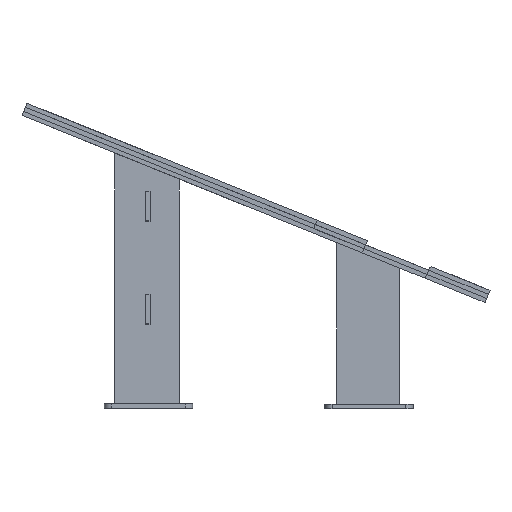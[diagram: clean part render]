
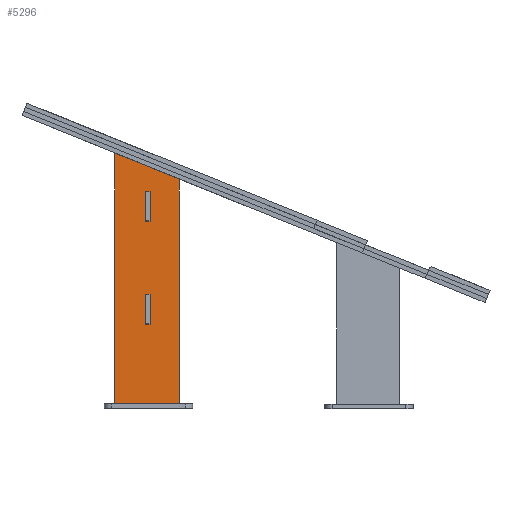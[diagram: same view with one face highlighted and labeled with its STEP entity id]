
A CAD part, left-side view. The second image highlights one B-rep face of the part: STEP entity #5296.
In plain terms, the highlighted planar face has unit normal (-1, 0, 0).
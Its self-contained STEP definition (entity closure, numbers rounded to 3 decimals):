
#107=FACE_BOUND('',#944,.T.);
#108=FACE_BOUND('',#945,.T.);
#348=PLANE('',#5630);
#623=FACE_OUTER_BOUND('',#943,.T.);
#943=EDGE_LOOP('',(#4927,#4928,#4929,#4930,#4931,#4932,#4933,#4934,#4935,
#4936,#4937));
#944=EDGE_LOOP('',(#4938,#4939,#4940,#4941));
#945=EDGE_LOOP('',(#4942,#4943,#4944,#4945));
#1551=LINE('',#8447,#2233);
#1556=LINE('',#8457,#2238);
#1557=LINE('',#8460,#2239);
#1561=LINE('',#8468,#2243);
#1563=LINE('',#8473,#2245);
#1567=LINE('',#8481,#2249);
#1570=LINE('',#8487,#2252);
#1573=LINE('',#8492,#2255);
#1575=LINE('',#8497,#2257);
#1579=LINE('',#8505,#2261);
#1582=LINE('',#8511,#2264);
#1585=LINE('',#8516,#2267);
#1590=LINE('',#8526,#2272);
#1592=LINE('',#8529,#2274);
#1594=LINE('',#8535,#2276);
#1598=LINE('',#8541,#2280);
#1600=LINE('',#8544,#2282);
#1602=LINE('',#8549,#2284);
#1605=LINE('',#8553,#2287);
#2233=VECTOR('',#6785,10.);
#2238=VECTOR('',#6792,10.);
#2239=VECTOR('',#6795,10.);
#2243=VECTOR('',#6801,10.);
#2245=VECTOR('',#6805,10.);
#2249=VECTOR('',#6811,10.);
#2252=VECTOR('',#6816,10.);
#2255=VECTOR('',#6821,10.);
#2257=VECTOR('',#6825,10.);
#2261=VECTOR('',#6831,10.);
#2264=VECTOR('',#6836,10.);
#2267=VECTOR('',#6841,10.);
#2272=VECTOR('',#6848,10.);
#2274=VECTOR('',#6852,10.);
#2276=VECTOR('',#6856,10.);
#2280=VECTOR('',#6862,10.);
#2282=VECTOR('',#6866,10.);
#2284=VECTOR('',#6870,10.);
#2287=VECTOR('',#6875,10.);
#2780=VERTEX_POINT('',#8444);
#2781=VERTEX_POINT('',#8446);
#2783=VERTEX_POINT('',#8451);
#2785=VERTEX_POINT('',#8455);
#2786=VERTEX_POINT('',#8459);
#2789=VERTEX_POINT('',#8467);
#2790=VERTEX_POINT('',#8471);
#2791=VERTEX_POINT('',#8472);
#2794=VERTEX_POINT('',#8480);
#2796=VERTEX_POINT('',#8486);
#2798=VERTEX_POINT('',#8495);
#2799=VERTEX_POINT('',#8496);
#2802=VERTEX_POINT('',#8504);
#2804=VERTEX_POINT('',#8510);
#2806=VERTEX_POINT('',#8519);
#2809=VERTEX_POINT('',#8524);
#2811=VERTEX_POINT('',#8532);
#2812=VERTEX_POINT('',#8534);
#2815=VERTEX_POINT('',#8548);
#3475=EDGE_CURVE('',#2780,#2781,#1551,.T.);
#3480=EDGE_CURVE('',#2785,#2783,#1556,.T.);
#3481=EDGE_CURVE('',#2786,#2783,#1557,.T.);
#3485=EDGE_CURVE('',#2786,#2789,#1561,.T.);
#3487=EDGE_CURVE('',#2790,#2791,#1563,.T.);
#3491=EDGE_CURVE('',#2794,#2790,#1567,.T.);
#3494=EDGE_CURVE('',#2796,#2794,#1570,.T.);
#3497=EDGE_CURVE('',#2791,#2796,#1573,.T.);
#3499=EDGE_CURVE('',#2798,#2799,#1575,.T.);
#3503=EDGE_CURVE('',#2802,#2798,#1579,.T.);
#3506=EDGE_CURVE('',#2804,#2802,#1582,.T.);
#3509=EDGE_CURVE('',#2799,#2804,#1585,.T.);
#3514=EDGE_CURVE('',#2806,#2809,#1590,.T.);
#3516=EDGE_CURVE('',#2780,#2789,#1592,.T.);
#3518=EDGE_CURVE('',#2812,#2811,#1594,.T.);
#3522=EDGE_CURVE('',#2785,#2806,#1598,.T.);
#3524=EDGE_CURVE('',#2809,#2812,#1600,.T.);
#3526=EDGE_CURVE('',#2815,#2781,#1602,.T.);
#3529=EDGE_CURVE('',#2811,#2815,#1605,.T.);
#4927=ORIENTED_EDGE('',*,*,#3526,.T.);
#4928=ORIENTED_EDGE('',*,*,#3475,.F.);
#4929=ORIENTED_EDGE('',*,*,#3516,.T.);
#4930=ORIENTED_EDGE('',*,*,#3485,.F.);
#4931=ORIENTED_EDGE('',*,*,#3481,.T.);
#4932=ORIENTED_EDGE('',*,*,#3480,.F.);
#4933=ORIENTED_EDGE('',*,*,#3522,.T.);
#4934=ORIENTED_EDGE('',*,*,#3514,.T.);
#4935=ORIENTED_EDGE('',*,*,#3524,.T.);
#4936=ORIENTED_EDGE('',*,*,#3518,.T.);
#4937=ORIENTED_EDGE('',*,*,#3529,.T.);
#4938=ORIENTED_EDGE('',*,*,#3487,.T.);
#4939=ORIENTED_EDGE('',*,*,#3497,.T.);
#4940=ORIENTED_EDGE('',*,*,#3494,.T.);
#4941=ORIENTED_EDGE('',*,*,#3491,.T.);
#4942=ORIENTED_EDGE('',*,*,#3499,.T.);
#4943=ORIENTED_EDGE('',*,*,#3509,.T.);
#4944=ORIENTED_EDGE('',*,*,#3506,.T.);
#4945=ORIENTED_EDGE('',*,*,#3503,.T.);
#5296=ADVANCED_FACE('',(#623,#107,#108),#348,.T.);
#5630=AXIS2_PLACEMENT_3D('',#8555,#6878,#6879);
#6785=DIRECTION('',(0.,1.,0.));
#6792=DIRECTION('',(0.,1.,0.));
#6795=DIRECTION('',(0.,0.,1.));
#6801=DIRECTION('',(0.,1.,0.));
#6805=DIRECTION('',(0.,1.,0.));
#6811=DIRECTION('',(0.,0.,-1.));
#6816=DIRECTION('',(0.,-1.,0.));
#6821=DIRECTION('',(0.,0.,1.));
#6825=DIRECTION('',(0.,1.,0.));
#6831=DIRECTION('',(0.,0.,-1.));
#6836=DIRECTION('',(0.,-1.,0.));
#6841=DIRECTION('',(0.,0.,1.));
#6848=DIRECTION('',(0.,-0.375,0.927));
#6852=DIRECTION('',(0.,0.,-1.));
#6856=DIRECTION('',(0.,0.375,-0.927));
#6862=DIRECTION('',(0.,0.,1.));
#6866=DIRECTION('',(0.,0.927,0.375));
#6870=DIRECTION('',(0.,0.,-1.));
#6875=DIRECTION('',(0.,0.927,0.375));
#6878=DIRECTION('center_axis',(-1.,0.,0.));
#6879=DIRECTION('ref_axis',(0.,0.,1.));
#8444=CARTESIAN_POINT('',(-31.1,195.05,3.018));
#8446=CARTESIAN_POINT('',(-31.1,198.05,3.018));
#8447=CARTESIAN_POINT('',(-31.1,195.05,3.018));
#8451=CARTESIAN_POINT('',(-31.1,155.05,3.055));
#8455=CARTESIAN_POINT('',(-31.1,154.05,3.055));
#8457=CARTESIAN_POINT('',(-31.1,155.05,3.055));
#8459=CARTESIAN_POINT('',(-31.1,155.05,0.006));
#8460=CARTESIAN_POINT('',(-31.1,155.05,45.355));
#8467=CARTESIAN_POINT('',(-31.1,195.05,0.006));
#8468=CARTESIAN_POINT('',(-31.1,155.05,0.006));
#8471=CARTESIAN_POINT('',(-31.1,174.,127.83));
#8472=CARTESIAN_POINT('',(-31.1,177.1,127.83));
#8473=CARTESIAN_POINT('',(-31.1,185.147,127.83));
#8480=CARTESIAN_POINT('',(-31.1,174.,147.93));
#8481=CARTESIAN_POINT('',(-31.1,174.,128.857));
#8486=CARTESIAN_POINT('',(-31.1,177.1,147.93));
#8487=CARTESIAN_POINT('',(-31.1,186.697,147.93));
#8492=CARTESIAN_POINT('',(-31.1,177.1,118.807));
#8495=CARTESIAN_POINT('',(-31.1,174.,57.73));
#8496=CARTESIAN_POINT('',(-31.1,177.1,57.73));
#8497=CARTESIAN_POINT('',(-31.1,185.147,57.73));
#8504=CARTESIAN_POINT('',(-31.1,174.,77.83));
#8505=CARTESIAN_POINT('',(-31.1,174.,93.807));
#8510=CARTESIAN_POINT('',(-31.1,177.1,77.83));
#8511=CARTESIAN_POINT('',(-31.1,186.697,77.83));
#8516=CARTESIAN_POINT('',(-31.1,177.1,83.757));
#8519=CARTESIAN_POINT('',(-31.1,154.05,157.83));
#8524=CARTESIAN_POINT('',(-31.1,153.415,159.401));
#8526=CARTESIAN_POINT('',(-31.1,154.539,156.62));
#8529=CARTESIAN_POINT('',(-31.1,195.05,171.516));
#8532=CARTESIAN_POINT('',(-31.1,194.539,172.781));
#8534=CARTESIAN_POINT('',(-31.1,193.415,175.562));
#8535=CARTESIAN_POINT('',(-31.1,195.05,171.516));
#8541=CARTESIAN_POINT('',(-31.1,154.05,155.355));
#8544=CARTESIAN_POINT('',(-31.1,153.415,159.401));
#8548=CARTESIAN_POINT('',(-31.1,198.05,174.199));
#8549=CARTESIAN_POINT('',(-31.1,198.05,45.367));
#8553=CARTESIAN_POINT('',(-31.1,194.539,172.781));
#8555=CARTESIAN_POINT('Origin',(-31.1,196.295,109.783));
